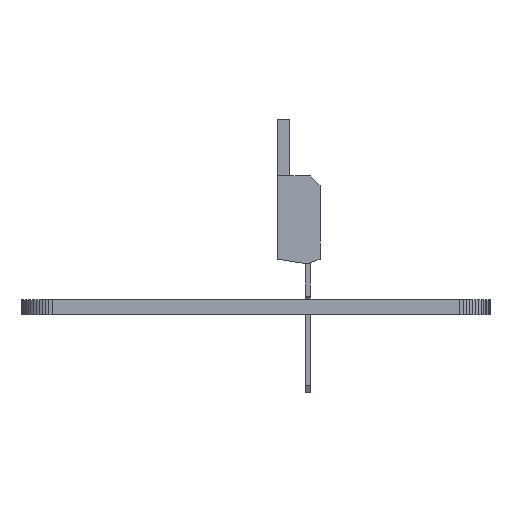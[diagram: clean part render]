
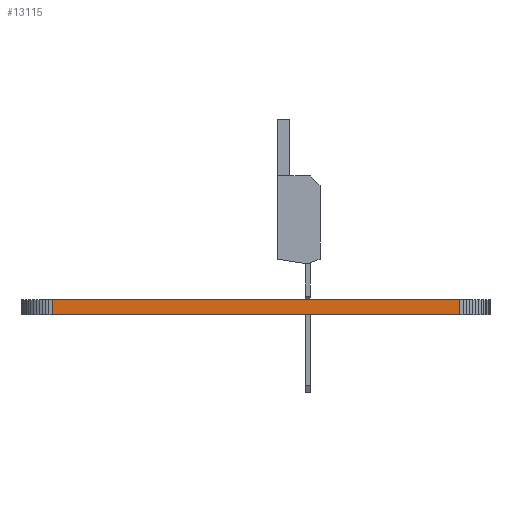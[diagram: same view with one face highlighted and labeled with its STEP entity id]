
A CAD part, front view. The second image highlights one B-rep face of the part: STEP entity #13115.
In plain terms, the highlighted planar face has unit normal (0, -1, 0).
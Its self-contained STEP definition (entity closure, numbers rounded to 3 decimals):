
#3752 = PLANE('',#3753);
#3753 = AXIS2_PLACEMENT_3D('',#3754,#3755,#3756);
#3754 = CARTESIAN_POINT('',(156.528,-87.63,1.6));
#3755 = DIRECTION('',(-0.,-0.,-1.));
#3756 = DIRECTION('',(-1.,0.,0.));
#3806 = PLANE('',#3807);
#3807 = AXIS2_PLACEMENT_3D('',#3808,#3809,#3810);
#3808 = CARTESIAN_POINT('',(156.528,-87.63,0.));
#3809 = DIRECTION('',(-0.,-0.,-1.));
#3810 = DIRECTION('',(-1.,0.,0.));
#4671 = VERTEX_POINT('',#4672);
#4672 = CARTESIAN_POINT('',(177.8,-121.92,0.));
#4686 = PLANE('',#4687);
#4687 = AXIS2_PLACEMENT_3D('',#4688,#4689,#4690);
#4688 = CARTESIAN_POINT('',(178.155,-121.9,0.));
#4689 = DIRECTION('',(0.056,-0.998,0.));
#4690 = DIRECTION('',(-0.998,-0.056,0.));
#4698 = EDGE_CURVE('',#4671,#4699,#4701,.T.);
#4699 = VERTEX_POINT('',#4700);
#4700 = CARTESIAN_POINT('',(135.255,-121.92,0.));
#4701 = SURFACE_CURVE('',#4702,(#4706,#4713),.PCURVE_S1.);
#4702 = LINE('',#4703,#4704);
#4703 = CARTESIAN_POINT('',(177.8,-121.92,0.));
#4704 = VECTOR('',#4705,1.);
#4705 = DIRECTION('',(-1.,0.,0.));
#4706 = PCURVE('',#3806,#4707);
#4707 = DEFINITIONAL_REPRESENTATION('',(#4708),#4712);
#4708 = LINE('',#4709,#4710);
#4709 = CARTESIAN_POINT('',(-21.273,-34.29));
#4710 = VECTOR('',#4711,1.);
#4711 = DIRECTION('',(1.,0.));
#4712 = ( GEOMETRIC_REPRESENTATION_CONTEXT(2) 
PARAMETRIC_REPRESENTATION_CONTEXT() REPRESENTATION_CONTEXT('2D SPACE',''
  ) );
#4713 = PCURVE('',#4714,#4719);
#4714 = PLANE('',#4715);
#4715 = AXIS2_PLACEMENT_3D('',#4716,#4717,#4718);
#4716 = CARTESIAN_POINT('',(177.8,-121.92,0.));
#4717 = DIRECTION('',(0.,-1.,0.));
#4718 = DIRECTION('',(-1.,0.,0.));
#4719 = DEFINITIONAL_REPRESENTATION('',(#4720),#4724);
#4720 = LINE('',#4721,#4722);
#4721 = CARTESIAN_POINT('',(0.,-0.));
#4722 = VECTOR('',#4723,1.);
#4723 = DIRECTION('',(1.,0.));
#4724 = ( GEOMETRIC_REPRESENTATION_CONTEXT(2) 
PARAMETRIC_REPRESENTATION_CONTEXT() REPRESENTATION_CONTEXT('2D SPACE',''
  ) );
#4742 = PLANE('',#4743);
#4743 = AXIS2_PLACEMENT_3D('',#4744,#4745,#4746);
#4744 = CARTESIAN_POINT('',(135.255,-121.92,0.));
#4745 = DIRECTION('',(-0.056,-0.998,0.));
#4746 = DIRECTION('',(-0.998,0.056,0.));
#8731 = VERTEX_POINT('',#8732);
#8732 = CARTESIAN_POINT('',(177.8,-121.92,1.6));
#8753 = EDGE_CURVE('',#8731,#8754,#8756,.T.);
#8754 = VERTEX_POINT('',#8755);
#8755 = CARTESIAN_POINT('',(135.255,-121.92,1.6));
#8756 = SURFACE_CURVE('',#8757,(#8761,#8768),.PCURVE_S1.);
#8757 = LINE('',#8758,#8759);
#8758 = CARTESIAN_POINT('',(177.8,-121.92,1.6));
#8759 = VECTOR('',#8760,1.);
#8760 = DIRECTION('',(-1.,0.,0.));
#8761 = PCURVE('',#3752,#8762);
#8762 = DEFINITIONAL_REPRESENTATION('',(#8763),#8767);
#8763 = LINE('',#8764,#8765);
#8764 = CARTESIAN_POINT('',(-21.273,-34.29));
#8765 = VECTOR('',#8766,1.);
#8766 = DIRECTION('',(1.,0.));
#8767 = ( GEOMETRIC_REPRESENTATION_CONTEXT(2) 
PARAMETRIC_REPRESENTATION_CONTEXT() REPRESENTATION_CONTEXT('2D SPACE',''
  ) );
#8768 = PCURVE('',#4714,#8769);
#8769 = DEFINITIONAL_REPRESENTATION('',(#8770),#8774);
#8770 = LINE('',#8771,#8772);
#8771 = CARTESIAN_POINT('',(0.,-1.6));
#8772 = VECTOR('',#8773,1.);
#8773 = DIRECTION('',(1.,0.));
#8774 = ( GEOMETRIC_REPRESENTATION_CONTEXT(2) 
PARAMETRIC_REPRESENTATION_CONTEXT() REPRESENTATION_CONTEXT('2D SPACE',''
  ) );
#13067 = EDGE_CURVE('',#4671,#8731,#13068,.T.);
#13068 = SURFACE_CURVE('',#13069,(#13073,#13080),.PCURVE_S1.);
#13069 = LINE('',#13070,#13071);
#13070 = CARTESIAN_POINT('',(177.8,-121.92,0.));
#13071 = VECTOR('',#13072,1.);
#13072 = DIRECTION('',(0.,0.,1.));
#13073 = PCURVE('',#4686,#13074);
#13074 = DEFINITIONAL_REPRESENTATION('',(#13075),#13079);
#13075 = LINE('',#13076,#13077);
#13076 = CARTESIAN_POINT('',(0.356,0.));
#13077 = VECTOR('',#13078,1.);
#13078 = DIRECTION('',(0.,-1.));
#13079 = ( GEOMETRIC_REPRESENTATION_CONTEXT(2) 
PARAMETRIC_REPRESENTATION_CONTEXT() REPRESENTATION_CONTEXT('2D SPACE',''
  ) );
#13080 = PCURVE('',#4714,#13081);
#13081 = DEFINITIONAL_REPRESENTATION('',(#13082),#13086);
#13082 = LINE('',#13083,#13084);
#13083 = CARTESIAN_POINT('',(0.,-0.));
#13084 = VECTOR('',#13085,1.);
#13085 = DIRECTION('',(0.,-1.));
#13086 = ( GEOMETRIC_REPRESENTATION_CONTEXT(2) 
PARAMETRIC_REPRESENTATION_CONTEXT() REPRESENTATION_CONTEXT('2D SPACE',''
  ) );
#13115 = ADVANCED_FACE('',(#13116),#4714,.T.);
#13116 = FACE_BOUND('',#13117,.T.);
#13117 = EDGE_LOOP('',(#13118,#13119,#13120,#13141));
#13118 = ORIENTED_EDGE('',*,*,#13067,.T.);
#13119 = ORIENTED_EDGE('',*,*,#8753,.T.);
#13120 = ORIENTED_EDGE('',*,*,#13121,.F.);
#13121 = EDGE_CURVE('',#4699,#8754,#13122,.T.);
#13122 = SURFACE_CURVE('',#13123,(#13127,#13134),.PCURVE_S1.);
#13123 = LINE('',#13124,#13125);
#13124 = CARTESIAN_POINT('',(135.255,-121.92,0.));
#13125 = VECTOR('',#13126,1.);
#13126 = DIRECTION('',(0.,0.,1.));
#13127 = PCURVE('',#4714,#13128);
#13128 = DEFINITIONAL_REPRESENTATION('',(#13129),#13133);
#13129 = LINE('',#13130,#13131);
#13130 = CARTESIAN_POINT('',(42.545,0.));
#13131 = VECTOR('',#13132,1.);
#13132 = DIRECTION('',(0.,-1.));
#13133 = ( GEOMETRIC_REPRESENTATION_CONTEXT(2) 
PARAMETRIC_REPRESENTATION_CONTEXT() REPRESENTATION_CONTEXT('2D SPACE',''
  ) );
#13134 = PCURVE('',#4742,#13135);
#13135 = DEFINITIONAL_REPRESENTATION('',(#13136),#13140);
#13136 = LINE('',#13137,#13138);
#13137 = CARTESIAN_POINT('',(0.,0.));
#13138 = VECTOR('',#13139,1.);
#13139 = DIRECTION('',(0.,-1.));
#13140 = ( GEOMETRIC_REPRESENTATION_CONTEXT(2) 
PARAMETRIC_REPRESENTATION_CONTEXT() REPRESENTATION_CONTEXT('2D SPACE',''
  ) );
#13141 = ORIENTED_EDGE('',*,*,#4698,.F.);
